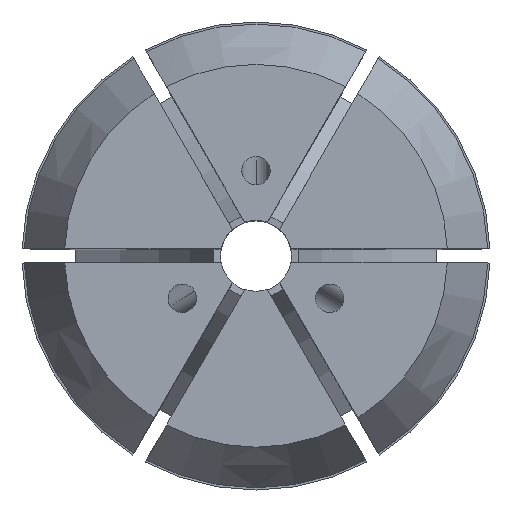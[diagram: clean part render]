
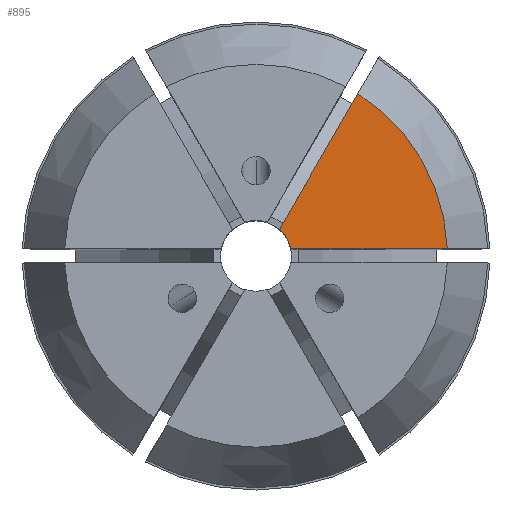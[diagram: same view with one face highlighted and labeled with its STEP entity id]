
A CAD part, top view. The second image highlights one B-rep face of the part: STEP entity #895.
In plain terms, the highlighted planar face has unit normal (0, 0, 1).
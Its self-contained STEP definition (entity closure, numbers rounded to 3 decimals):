
#151 = AXIS2_PLACEMENT_3D ( 'NONE', #923, #1516, #1234 ) ;
#631 = EDGE_CURVE ( 'NONE', #1293, #2547, #2362, .T. ) ;
#749 = VECTOR ( 'NONE', #3350, 1000. ) ;
#776 = AXIS2_PLACEMENT_3D ( 'NONE', #1469, #3596, #2996 ) ;
#885 = CARTESIAN_POINT ( 'NONE',  ( 1.658, 1.871, 40. ) ) ;
#895 = ADVANCED_FACE ( 'NONE', ( #2981 ), #1858, .T. ) ;
#923 = CARTESIAN_POINT ( 'NONE',  ( 0., 13.499, 40. ) ) ;
#1004 = ORIENTED_EDGE ( 'NONE', *, *, #3496, .F. ) ;
#1150 = ORIENTED_EDGE ( 'NONE', *, *, #3836, .F. ) ;
#1218 = CARTESIAN_POINT ( 'NONE',  ( 13.49, 0.5, 40. ) ) ;
#1227 = CARTESIAN_POINT ( 'NONE',  ( 7.178, 11.433, 40. ) ) ;
#1234 = DIRECTION ( 'NONE',  ( 1., 0., 0. ) ) ;
#1293 = VERTEX_POINT ( 'NONE', #1218 ) ;
#1398 = CARTESIAN_POINT ( 'NONE',  ( 2.449, 0.5, 40. ) ) ;
#1469 = CARTESIAN_POINT ( 'NONE',  ( 0., 0., 40. ) ) ;
#1516 = DIRECTION ( 'NONE',  ( 0., 0., 1. ) ) ;
#1812 = VERTEX_POINT ( 'NONE', #885 ) ;
#1858 = PLANE ( 'NONE',  #151 ) ;
#2037 = DIRECTION ( 'NONE',  ( 0., 0., 1. ) ) ;
#2210 = CARTESIAN_POINT ( 'NONE',  ( 6.278, 9.875, 40. ) ) ;
#2273 = CIRCLE ( 'NONE', #776, 13.499 ) ;
#2333 = DIRECTION ( 'NONE',  ( 1., 0., 0. ) ) ;
#2362 = LINE ( 'NONE', #2744, #749 ) ;
#2369 = AXIS2_PLACEMENT_3D ( 'NONE', #3131, #2037, #2333 ) ;
#2458 = VERTEX_POINT ( 'NONE', #1227 ) ;
#2482 = ORIENTED_EDGE ( 'NONE', *, *, #3345, .F. ) ;
#2543 = DIRECTION ( 'NONE',  ( 0.5, 0.866, 0. ) ) ;
#2547 = VERTEX_POINT ( 'NONE', #1398 ) ;
#2596 = VECTOR ( 'NONE', #2543, 1000. ) ;
#2744 = CARTESIAN_POINT ( 'NONE',  ( 0., 0.5, 40. ) ) ;
#2915 = CIRCLE ( 'NONE', #2369, 2.5 ) ;
#2981 = FACE_OUTER_BOUND ( 'NONE', #2987, .T. ) ;
#2987 = EDGE_LOOP ( 'NONE', ( #2482, #1150, #3607, #1004 ) ) ;
#2996 = DIRECTION ( 'NONE',  ( -1., 0., 0. ) ) ;
#3131 = CARTESIAN_POINT ( 'NONE',  ( 0., 0., 40. ) ) ;
#3345 = EDGE_CURVE ( 'NONE', #1812, #2458, #3361, .T. ) ;
#3350 = DIRECTION ( 'NONE',  ( -1., 0., 0. ) ) ;
#3361 = LINE ( 'NONE', #2210, #2596 ) ;
#3496 = EDGE_CURVE ( 'NONE', #2458, #1293, #2273, .T. ) ;
#3596 = DIRECTION ( 'NONE',  ( 0., 0., -1. ) ) ;
#3607 = ORIENTED_EDGE ( 'NONE', *, *, #631, .F. ) ;
#3836 = EDGE_CURVE ( 'NONE', #2547, #1812, #2915, .T. ) ;
